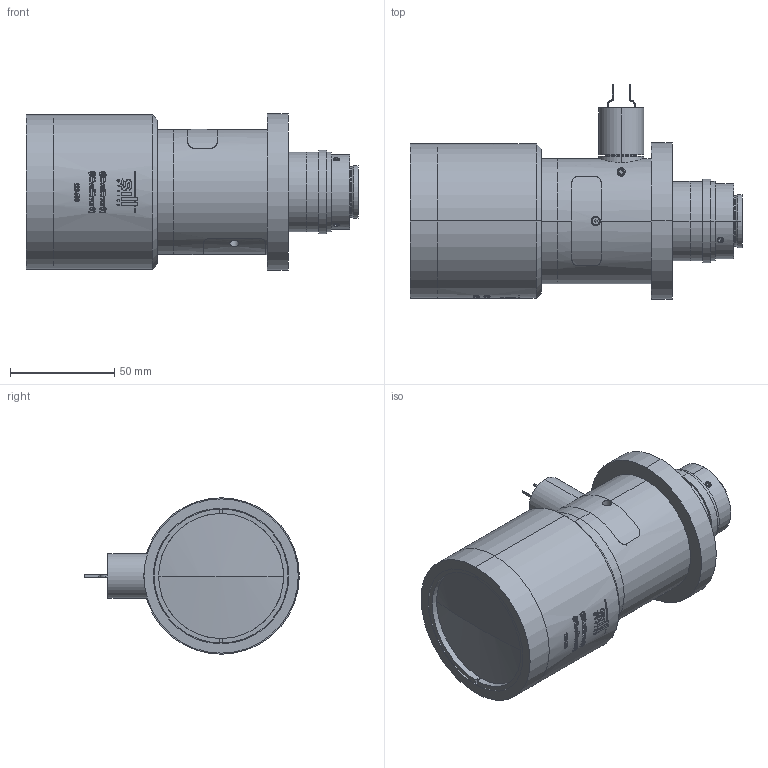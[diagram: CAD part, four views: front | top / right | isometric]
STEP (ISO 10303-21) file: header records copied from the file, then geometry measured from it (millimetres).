
FILE_DESCRIPTION (( 'STEP AP203' ), '1' );
FILE_NAME ('S5LPL5015_LED_02.STEP', '2022-03-03T10:39:11', ( '' ), ( '' ), 'SwSTEP 2.0', 'SolidWorks 2021', '' );
FILE_SCHEMA (( 'CONFIG_CONTROL_DESIGN' ));
Length unit declared in the file: millimetre
Products named in the file (38): O-Ring 15x1; 134330; DIN 913 - M3 x 3-N_DIN 913 - M3 x 3-N; DIN 913 - M3 x 2-N_DIN 913 - M3 x 2-N; DIN 912 M2 x 10 --- 10N_DIN 912 M2 x 10 --- 10N; S5LAO1199_078; 438501; 134319; S5LMN2916; 518004; 438507; 134318; S5LED0011; 110807; S5LPL5015_LED_02; 134316; 097108; 438511; 518001; 119304_S5LPL5015-LED; S5ELE1365; 110805; 438510; DIN 912 M2 x 4 --- 4N_DIN 912 M2 x 4 --- 4N; S5LAO2916; DIN 914 - M3 x 4-N_DIN 914 - M3 x 4-N; Anschlußkabel 300 mm^134301; 134317; 134301; 163401; 518002; S5LDX1199_078; 438506; 053710; S0DIF1363; 95522; 518003; S5FIL0201
Assembly tree (41 placements, depth 4):
  S5LPL5015_LED_02
    S5LAO1199_078
      S5LDX1199_078
    119304_S5LPL5015-LED
    438501
      S5LAO2916
        S5LMN2916
      438506
      438507
      438510
      438511
      95522
      DIN 913 - M3 x 2-N_DIN 913 - M3 x 2-N  x3
    110805
    110807
    518001
      518002
      518003
      518004
      O-Ring 15x1
      DIN 912 M2 x 10 --- 10N_DIN 912 M2 x 10 --- 10N
      DIN 912 M2 x 4 --- 4N_DIN 912 M2 x 4 --- 4N  x2
      DIN 914 - M3 x 4-N_DIN 914 - M3 x 4-N
    097108
    163401
      134301
        134317
        134319
        134330
        S5ELE1365
        S5LED0011
        Anschlußkabel 300 mm^134301  x2
      134316
      134318
      053710
      S5FIL0201
      S0DIF1363
    DIN 913 - M3 x 3-N_DIN 913 - M3 x 3-N
Bounding box: 159.24 x 102.93 x 75 mm (x, y, z)
Volume: 274901 mm3; surface area: 124059.4 mm2
Topology: 35 solids, 35 shells, 1460 faces, 3592 edges, 2304 vertices
Faces by surface type: plane 518, cylinder 383, bspline 334, cone 128, torus 88, sphere 9
Entity records: 77004 total; most frequent: CARTESIAN_POINT 41970, ORIENTED_EDGE 6856, DIRECTION 5607, EDGE_CURVE 3428, AXIS2_PLACEMENT_3D 2220, VERTEX_POINT 2210, EDGE_LOOP 1568, FACE_OUTER_BOUND 1391
